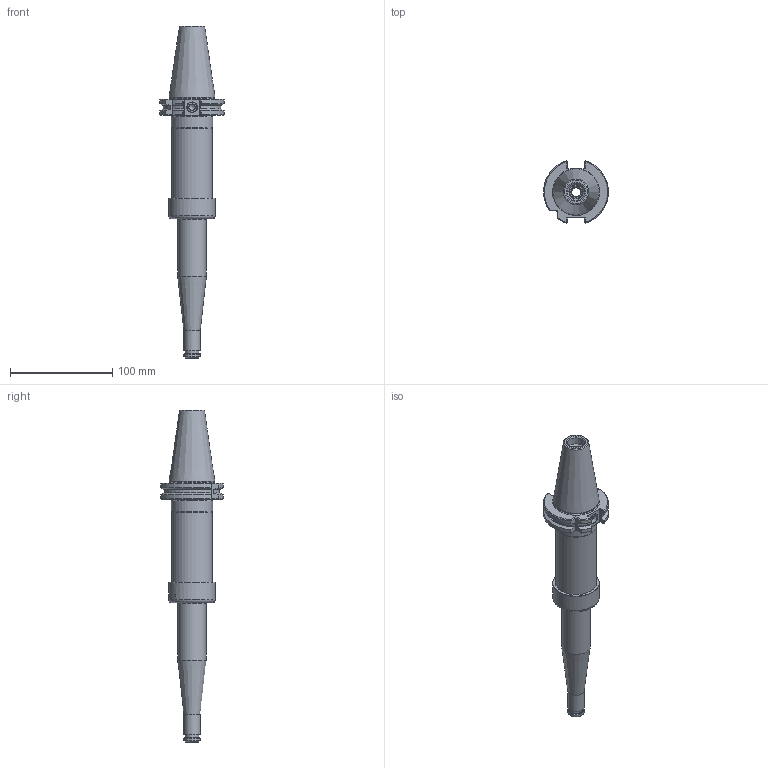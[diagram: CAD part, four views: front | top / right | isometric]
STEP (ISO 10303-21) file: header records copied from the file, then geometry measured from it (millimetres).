
FILE_DESCRIPTION(/* description */ (''),/* implementation_level */ '2;1');
FILE_NAME(/* name */ '884271090.stp',/* time_stamp */ '2023-03-15T12:06:39',/* author */ ('Ratnasingam Jekanthan'),/* organization */ ('REGO-FIX'),/* preprocessor_version */ ' Unknown',/* originating_system */ 'SIEMENS PLM Software Solid Edge ST10',/* authorization */ 'Unknown');
FILE_SCHEMA (('AUTOMOTIVE_DESIGN { 1 0 10303 214 2 1 1}'));
Length unit declared in the file: millimetre
Products named in the file (1): NOCUT
Bounding box: 63.35 x 61.01 x 324.25 mm (x, y, z)
Volume: 265618.1 mm3; surface area: 58552.2 mm2
Topology: 1 solids, 3 shells, 173 faces, 412 edges, 257 vertices
Faces by surface type: plane 56, cylinder 47, cone 45, torus 25
Full cylindrical faces by diameter (mm): 6 x1, 9 x1, 10 x3, 13 x1, 13.835 x2, 16 x2, 17 x1, 23.8 x1, 24.7 x1, 25 x1, 28 x1, 29 x1, 33 x1, 34 x1, 38.376 x1, 40 x1, 40.05 x1, 40.5 x1, 43.3 x1, 45.65 x1
Entity records: 5746 total; most frequent: CARTESIAN_POINT 898, DIRECTION 771, ORIENTED_EDGE 634, AXIS2_PLACEMENT_3D 330, EDGE_CURVE 317, FACE_BOUND 268, EDGE_LOOP 267, VERTEX_POINT 239
